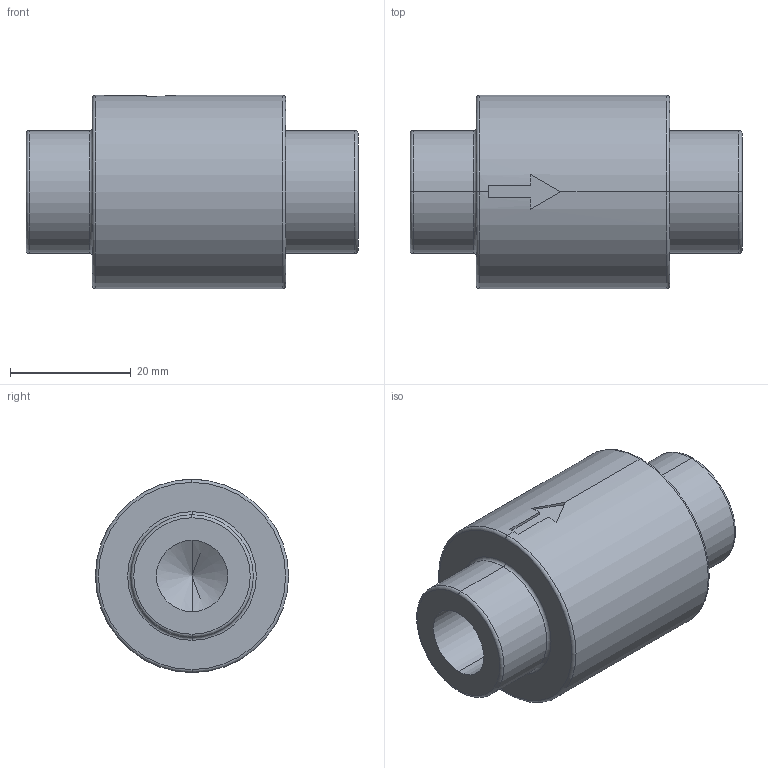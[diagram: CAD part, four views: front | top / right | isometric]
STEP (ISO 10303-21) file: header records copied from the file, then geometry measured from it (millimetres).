
FILE_DESCRIPTION (( 'STEP AP214' ), '1' );
FILE_NAME ('MO-SMALL02A.STEP', '2020-03-26T10:50:02', ( '' ), ( '' ), 'SwSTEP 2.0', 'SolidWorks 2020', '' );
FILE_SCHEMA (( 'AUTOMOTIVE_DESIGN' ));
Length unit declared in the file: millimetre
Products named in the file (1): MO-SMALL02A
Bounding box: 55 x 32 x 32 mm (x, y, z)
Volume: 28519.7 mm3; surface area: 7740.7 mm2
Topology: 1 solids, 1 shells, 36 faces, 81 edges, 47 vertices
Faces by surface type: plane 12, torus 10, cylinder 10, cone 4
Entity records: 1059 total; most frequent: DIRECTION 193, CARTESIAN_POINT 167, ORIENTED_EDGE 154, AXIS2_PLACEMENT_3D 81, EDGE_CURVE 77, VERTEX_POINT 47, CIRCLE 44, EDGE_LOOP 40
